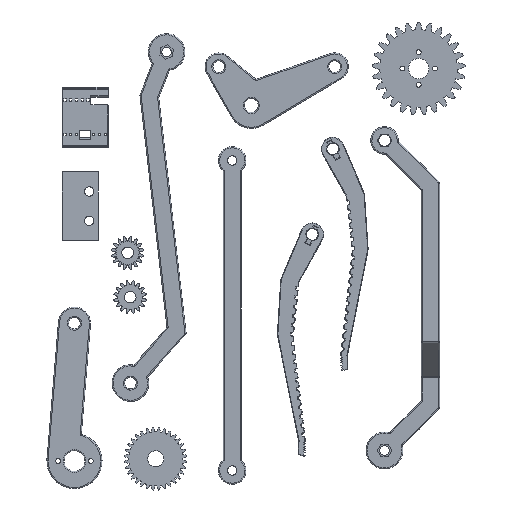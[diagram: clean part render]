
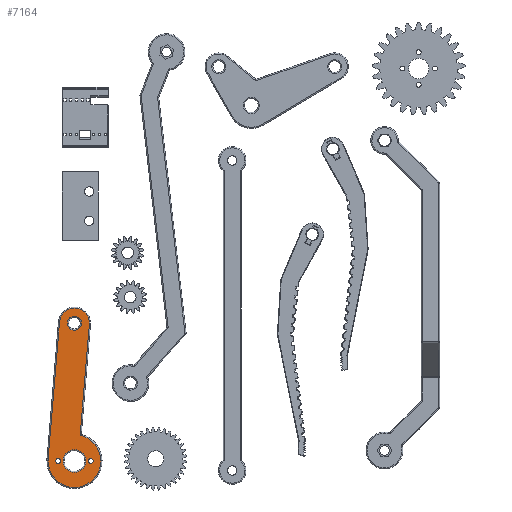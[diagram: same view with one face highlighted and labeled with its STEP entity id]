
A CAD part, front view. The second image highlights one B-rep face of the part: STEP entity #7164.
In plain terms, the highlighted face is planar.
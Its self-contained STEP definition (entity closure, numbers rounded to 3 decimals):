
#906 = EDGE_CURVE ( 'NONE', #19844, #12181, #9634, .T. ) ;
#1057 = DIRECTION ( 'NONE',  ( 0., 0., 1. ) ) ;
#1130 = FACE_BOUND ( 'NONE', #43653, .T. ) ;
#1549 = EDGE_LOOP ( 'NONE', ( #30831, #31240 ) ) ;
#1815 = DIRECTION ( 'NONE',  ( 0., 0., 1. ) ) ;
#1864 = DIRECTION ( 'NONE',  ( 0., 0., 1. ) ) ;
#2186 = VERTEX_POINT ( 'NONE', #41883 ) ;
#2470 = AXIS2_PLACEMENT_3D ( 'NONE', #22073, #11336, #1057 ) ;
#3106 = DIRECTION ( 'NONE',  ( 0., 0., -1. ) ) ;
#3299 = ORIENTED_EDGE ( 'NONE', *, *, #32590, .T. ) ;
#3384 = DIRECTION ( 'NONE',  ( 0., 0., 1. ) ) ;
#3496 = CIRCLE ( 'NONE', #32693, 11.5 ) ;
#3674 = CARTESIAN_POINT ( 'NONE',  ( 0., 8., 0. ) ) ;
#4708 = VERTEX_POINT ( 'NONE', #33837 ) ;
#5807 = ORIENTED_EDGE ( 'NONE', *, *, #17365, .T. ) ;
#5935 = EDGE_CURVE ( 'NONE', #27225, #37569, #28273, .T. ) ;
#7039 = CARTESIAN_POINT ( 'NONE',  ( 0., 8., 0. ) ) ;
#7164 = ADVANCED_FACE ( 'NONE', ( #11860, #1130, #42979, #7770, #14831 ), #39778, .T. ) ;
#7193 = CARTESIAN_POINT ( 'NONE',  ( 0., 8., 8.15 ) ) ;
#7719 = VERTEX_POINT ( 'NONE', #22992 ) ;
#7770 = FACE_BOUND ( 'NONE', #1549, .T. ) ;
#7996 = CARTESIAN_POINT ( 'NONE',  ( 0., 8., -8.15 ) ) ;
#8584 = CIRCLE ( 'NONE', #34864, 3.05 ) ;
#9012 = VERTEX_POINT ( 'NONE', #17050 ) ;
#9155 = CIRCLE ( 'NONE', #41294, 3.05 ) ;
#9495 = DIRECTION ( 'NONE',  ( 0., -1., 0. ) ) ;
#9513 = ORIENTED_EDGE ( 'NONE', *, *, #29922, .T. ) ;
#9634 = CIRCLE ( 'NONE', #17691, 11.5 ) ;
#10546 = VERTEX_POINT ( 'NONE', #42207 ) ;
#10601 = ORIENTED_EDGE ( 'NONE', *, *, #32377, .T. ) ;
#10778 = CARTESIAN_POINT ( 'NONE',  ( 0., 8., 11.5 ) ) ;
#11131 = ORIENTED_EDGE ( 'NONE', *, *, #906, .T. ) ;
#11134 = LINE ( 'NONE', #25079, #26216 ) ;
#11189 = CIRCLE ( 'NONE', #37476, 6.5 ) ;
#11327 = AXIS2_PLACEMENT_3D ( 'NONE', #34178, #9495, #3106 ) ;
#11336 = DIRECTION ( 'NONE',  ( 0., -1., 0. ) ) ;
#11438 = AXIS2_PLACEMENT_3D ( 'NONE', #13928, #35401, #24431 ) ;
#11860 = FACE_BOUND ( 'NONE', #19119, .T. ) ;
#12181 = VERTEX_POINT ( 'NONE', #20897 ) ;
#13004 = CARTESIAN_POINT ( 'NONE',  ( 59.458, 8., 6.477 ) ) ;
#13529 = CIRCLE ( 'NONE', #11327, 1.05 ) ;
#13764 = LINE ( 'NONE', #23586, #45187 ) ;
#13928 = CARTESIAN_POINT ( 'NONE',  ( 0., 8., 0. ) ) ;
#14831 = FACE_BOUND ( 'NONE', #43124, .T. ) ;
#15553 = CARTESIAN_POINT ( 'NONE',  ( 0.958, 8., -11.46 ) ) ;
#15563 = DIRECTION ( 'NONE',  ( 0., 1., 0. ) ) ;
#15619 = CIRCLE ( 'NONE', #2470, 1.05 ) ;
#16956 = CARTESIAN_POINT ( 'NONE',  ( 60., 8., 0. ) ) ;
#17017 = EDGE_LOOP ( 'NONE', ( #11131, #40176, #9513, #5807, #37865, #10601, #24487 ) ) ;
#17050 = CARTESIAN_POINT ( 'NONE',  ( 60., 8., 6.5 ) ) ;
#17365 = EDGE_CURVE ( 'NONE', #10546, #22570, #11134, .T. ) ;
#17392 = DIRECTION ( 'NONE',  ( 0., 1., 0. ) ) ;
#17591 = DIRECTION ( 'NONE',  ( 0., -1., 0. ) ) ;
#17691 = AXIS2_PLACEMENT_3D ( 'NONE', #18189, #29176, #22318 ) ;
#18189 = CARTESIAN_POINT ( 'NONE',  ( 0., 8., 0. ) ) ;
#18714 = DIRECTION ( 'NONE',  ( 0., 1., 0. ) ) ;
#19119 = EDGE_LOOP ( 'NONE', ( #26045, #30739 ) ) ;
#19405 = CARTESIAN_POINT ( 'NONE',  ( 60., 8., 0. ) ) ;
#19825 = CARTESIAN_POINT ( 'NONE',  ( 0., 8., -7.1 ) ) ;
#19844 = VERTEX_POINT ( 'NONE', #15553 ) ;
#20477 = VERTEX_POINT ( 'NONE', #7193 ) ;
#20842 = DIRECTION ( 'NONE',  ( -0.997, 0., -0.083 ) ) ;
#20897 = CARTESIAN_POINT ( 'NONE',  ( 0., 8., -11.5 ) ) ;
#22073 = CARTESIAN_POINT ( 'NONE',  ( 0., 8., 7.1 ) ) ;
#22318 = DIRECTION ( 'NONE',  ( 0., 0., 1. ) ) ;
#22570 = VERTEX_POINT ( 'NONE', #13004 ) ;
#22992 = CARTESIAN_POINT ( 'NONE',  ( 60., 8., 3.05 ) ) ;
#23318 = CARTESIAN_POINT ( 'NONE',  ( 60., 8., 0. ) ) ;
#23477 = DIRECTION ( 'NONE',  ( 0., 0., 1. ) ) ;
#23586 = CARTESIAN_POINT ( 'NONE',  ( 0.958, 8., -11.46 ) ) ;
#24431 = DIRECTION ( 'NONE',  ( 0., 0., 1. ) ) ;
#24487 = ORIENTED_EDGE ( 'NONE', *, *, #38421, .T. ) ;
#25079 = CARTESIAN_POINT ( 'NONE',  ( 59.458, 8., 6.477 ) ) ;
#25175 = AXIS2_PLACEMENT_3D ( 'NONE', #16956, #17392, #37995 ) ;
#25350 = CARTESIAN_POINT ( 'NONE',  ( 0., 8., 0. ) ) ;
#26045 = ORIENTED_EDGE ( 'NONE', *, *, #33626, .T. ) ;
#26216 = VECTOR ( 'NONE', #39507, 1000. ) ;
#26283 = EDGE_CURVE ( 'NONE', #22570, #9012, #28835, .T. ) ;
#26472 = EDGE_CURVE ( 'NONE', #34833, #7719, #9155, .T. ) ;
#27225 = VERTEX_POINT ( 'NONE', #32314 ) ;
#27620 = AXIS2_PLACEMENT_3D ( 'NONE', #30246, #44206, #30027 ) ;
#27937 = EDGE_CURVE ( 'NONE', #12181, #34485, #30440, .T. ) ;
#28273 = CIRCLE ( 'NONE', #38511, 4.95 ) ;
#28825 = CIRCLE ( 'NONE', #32494, 4.95 ) ;
#28835 = CIRCLE ( 'NONE', #25175, 6.5 ) ;
#29176 = DIRECTION ( 'NONE',  ( 0., 1., 0. ) ) ;
#29726 = DIRECTION ( 'NONE',  ( 0., 0., 1. ) ) ;
#29861 = EDGE_CURVE ( 'NONE', #7719, #34833, #8584, .T. ) ;
#29906 = AXIS2_PLACEMENT_3D ( 'NONE', #19825, #41116, #38136 ) ;
#29922 = EDGE_CURVE ( 'NONE', #34485, #10546, #3496, .T. ) ;
#30027 = DIRECTION ( 'NONE',  ( 0., 0., 1. ) ) ;
#30246 = CARTESIAN_POINT ( 'NONE',  ( 0., 8., 7.1 ) ) ;
#30440 = CIRCLE ( 'NONE', #11438, 11.5 ) ;
#30706 = EDGE_CURVE ( 'NONE', #2186, #20477, #35646, .T. ) ;
#30739 = ORIENTED_EDGE ( 'NONE', *, *, #5935, .T. ) ;
#30831 = ORIENTED_EDGE ( 'NONE', *, *, #33839, .T. ) ;
#31240 = ORIENTED_EDGE ( 'NONE', *, *, #44672, .T. ) ;
#32002 = DIRECTION ( 'NONE',  ( 0., 0., 1. ) ) ;
#32314 = CARTESIAN_POINT ( 'NONE',  ( 0., 8., -4.95 ) ) ;
#32377 = EDGE_CURVE ( 'NONE', #9012, #4708, #11189, .T. ) ;
#32494 = AXIS2_PLACEMENT_3D ( 'NONE', #7039, #45220, #3384 ) ;
#32590 = EDGE_CURVE ( 'NONE', #20477, #2186, #15619, .T. ) ;
#32693 = AXIS2_PLACEMENT_3D ( 'NONE', #37275, #15563, #1864 ) ;
#32730 = DIRECTION ( 'NONE',  ( 0., 0., 1. ) ) ;
#33626 = EDGE_CURVE ( 'NONE', #37569, #27225, #28825, .T. ) ;
#33837 = CARTESIAN_POINT ( 'NONE',  ( 60.542, 8., -6.477 ) ) ;
#33839 = EDGE_CURVE ( 'NONE', #44403, #37978, #13529, .T. ) ;
#34178 = CARTESIAN_POINT ( 'NONE',  ( 0., 8., -7.1 ) ) ;
#34485 = VERTEX_POINT ( 'NONE', #10778 ) ;
#34833 = VERTEX_POINT ( 'NONE', #34912 ) ;
#34864 = AXIS2_PLACEMENT_3D ( 'NONE', #23318, #37048, #32730 ) ;
#34912 = CARTESIAN_POINT ( 'NONE',  ( 60., 8., -3.05 ) ) ;
#35401 = DIRECTION ( 'NONE',  ( 0., 1., 0. ) ) ;
#35646 = CIRCLE ( 'NONE', #27620, 1.05 ) ;
#36596 = CARTESIAN_POINT ( 'NONE',  ( 0., 8., 4.95 ) ) ;
#37048 = DIRECTION ( 'NONE',  ( 0., -1., 0. ) ) ;
#37275 = CARTESIAN_POINT ( 'NONE',  ( 0., 8., 0. ) ) ;
#37476 = AXIS2_PLACEMENT_3D ( 'NONE', #40653, #37899, #23477 ) ;
#37569 = VERTEX_POINT ( 'NONE', #36596 ) ;
#37865 = ORIENTED_EDGE ( 'NONE', *, *, #26283, .T. ) ;
#37899 = DIRECTION ( 'NONE',  ( 0., 1., 0. ) ) ;
#37978 = VERTEX_POINT ( 'NONE', #40826 ) ;
#37995 = DIRECTION ( 'NONE',  ( 0., 0., 1. ) ) ;
#38136 = DIRECTION ( 'NONE',  ( 0., 0., -1. ) ) ;
#38421 = EDGE_CURVE ( 'NONE', #4708, #19844, #13764, .T. ) ;
#38511 = AXIS2_PLACEMENT_3D ( 'NONE', #3674, #17591, #32002 ) ;
#39507 = DIRECTION ( 'NONE',  ( 0.997, 0., 0.083 ) ) ;
#39778 = PLANE ( 'NONE',  #45191 ) ;
#40176 = ORIENTED_EDGE ( 'NONE', *, *, #27937, .T. ) ;
#40244 = DIRECTION ( 'NONE',  ( 0., -1., 0. ) ) ;
#40653 = CARTESIAN_POINT ( 'NONE',  ( 60., 8., 0. ) ) ;
#40826 = CARTESIAN_POINT ( 'NONE',  ( 0., 8., -6.05 ) ) ;
#41116 = DIRECTION ( 'NONE',  ( 0., -1., 0. ) ) ;
#41294 = AXIS2_PLACEMENT_3D ( 'NONE', #19405, #40244, #29726 ) ;
#41883 = CARTESIAN_POINT ( 'NONE',  ( 0., 8., 6.05 ) ) ;
#42207 = CARTESIAN_POINT ( 'NONE',  ( 11.237, 8., 2.445 ) ) ;
#42390 = ORIENTED_EDGE ( 'NONE', *, *, #26472, .T. ) ;
#42979 = FACE_OUTER_BOUND ( 'NONE', #17017, .T. ) ;
#43124 = EDGE_LOOP ( 'NONE', ( #45239, #3299 ) ) ;
#43653 = EDGE_LOOP ( 'NONE', ( #44105, #42390 ) ) ;
#43784 = CIRCLE ( 'NONE', #29906, 1.05 ) ;
#44105 = ORIENTED_EDGE ( 'NONE', *, *, #29861, .T. ) ;
#44206 = DIRECTION ( 'NONE',  ( 0., -1., 0. ) ) ;
#44403 = VERTEX_POINT ( 'NONE', #7996 ) ;
#44672 = EDGE_CURVE ( 'NONE', #37978, #44403, #43784, .T. ) ;
#45187 = VECTOR ( 'NONE', #20842, 1000. ) ;
#45191 = AXIS2_PLACEMENT_3D ( 'NONE', #25350, #18714, #1815 ) ;
#45220 = DIRECTION ( 'NONE',  ( 0., -1., 0. ) ) ;
#45239 = ORIENTED_EDGE ( 'NONE', *, *, #30706, .T. ) ;
